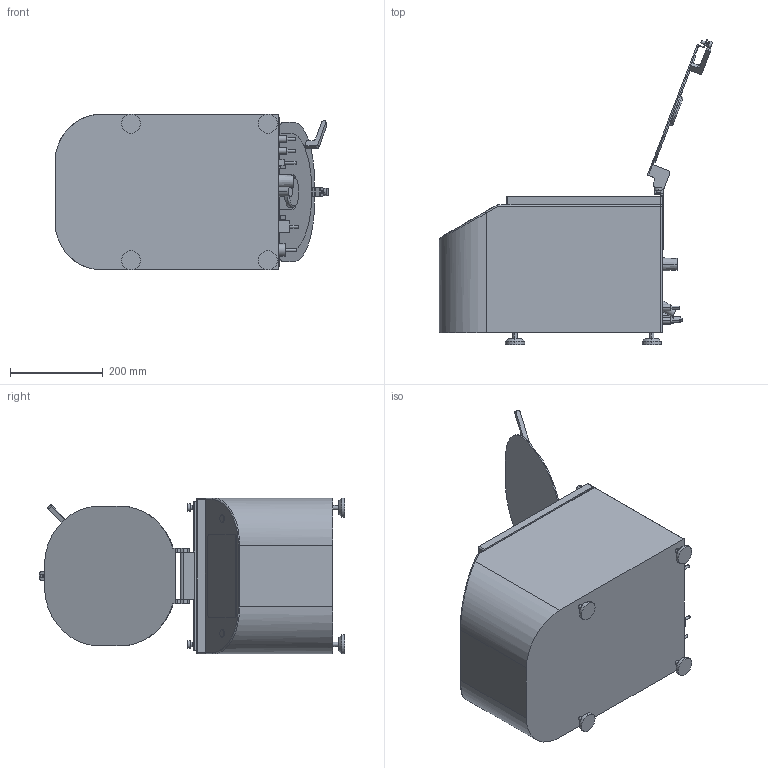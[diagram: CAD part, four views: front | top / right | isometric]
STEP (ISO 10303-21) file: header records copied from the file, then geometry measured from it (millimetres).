
FILE_DESCRIPTION((''),'2;1');
FILE_NAME('A-B-SC2_ENVELOPE_ASM','2025-01-03T13:02:38',('bwaterworth'),(''),'CREO PARAMETRIC BY PTC INC, 2020354','CREO PARAMETRIC BY PTC INC, 2020354','');
FILE_SCHEMA(('CONFIG_CONTROL_DESIGN'));
Length unit declared in the file: inch
Products named in the file (3): A-B-SC2_ENVELOPE; APOGEESPINLID; A-B-SC2_ENVELOPE_ASM
Assembly tree (2 placements, depth 2):
  A-B-SC2_ENVELOPE_ASM
    A-B-SC2_ENVELOPE
    APOGEESPINLID
Bounding box: 590.25 x 658.43 x 336.61 mm (x, y, z)
Volume: 39469754.7 mm3; surface area: 1060888.5 mm2
Topology: 2 solids, 2 shells, 330 faces, 761 edges, 478 vertices
Faces by surface type: cylinder 157, plane 131, cone 14, sphere 12, bspline 8, torus 8
Entity records: 10050 total; most frequent: CARTESIAN_POINT 2261, DIRECTION 1714, ORIENTED_EDGE 1522, EDGE_CURVE 761, AXIS2_PLACEMENT_3D 653, VERTEX_POINT 478, VECTOR 408, LINE 408
